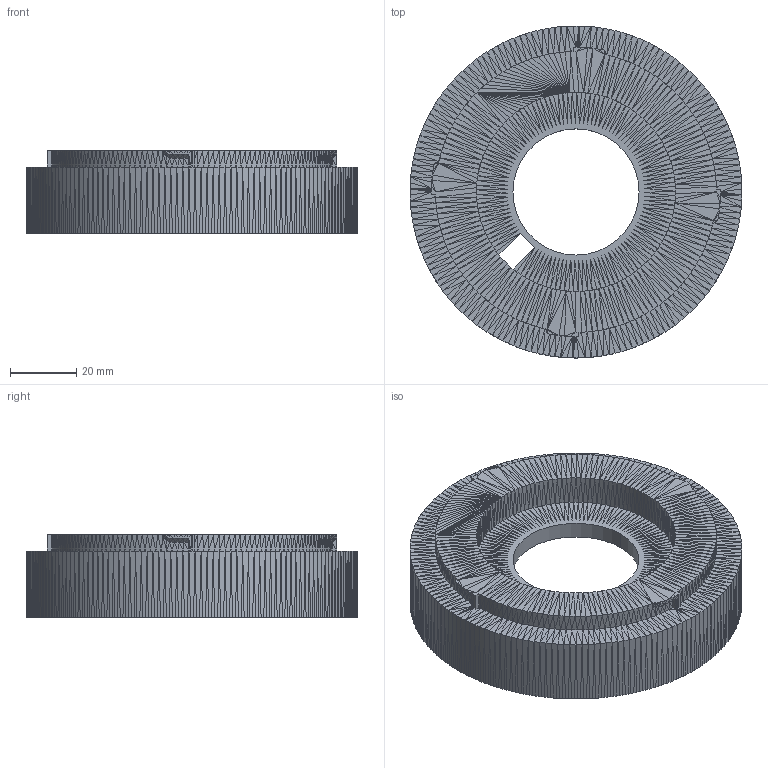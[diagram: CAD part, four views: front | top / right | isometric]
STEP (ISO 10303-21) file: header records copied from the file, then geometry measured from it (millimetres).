
FILE_DESCRIPTION (( 'STEP AP214' ), '1' );
FILE_NAME ('Lamp 2.0 E27 Base By Foxwood-modified by arthur.STEP', '2025-12-16T17:13:01', ( '' ), ( '' ), 'SwSTEP 2.0', 'SolidWorks 2026', '' );
FILE_SCHEMA (( 'AUTOMOTIVE_DESIGN' ));
Length unit declared in the file: millimetre
Products named in the file (1): Lamp 2.0 E27 Base By Foxwood-modified by arthur
Bounding box: 99.99 x 99.99 x 25 mm (x, y, z)
Volume: 83892.7 mm3; surface area: 26596.8 mm2
Topology: 1 solids, 1 shells, 1855 faces, 3179 edges, 1326 vertices
Faces by surface type: plane 1850, cylinder 5
Entity records: 39794 total; most frequent: DIRECTION 6901, CARTESIAN_POINT 6361, ORIENTED_EDGE 6358, EDGE_CURVE 3179, VECTOR 3169, LINE 3169, AXIS2_PLACEMENT_3D 1866, EDGE_LOOP 1859
